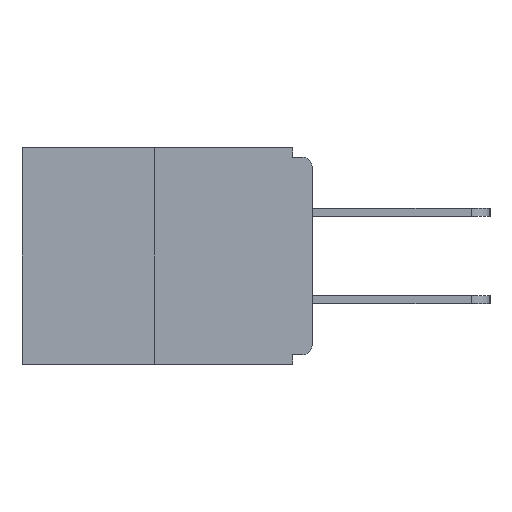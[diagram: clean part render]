
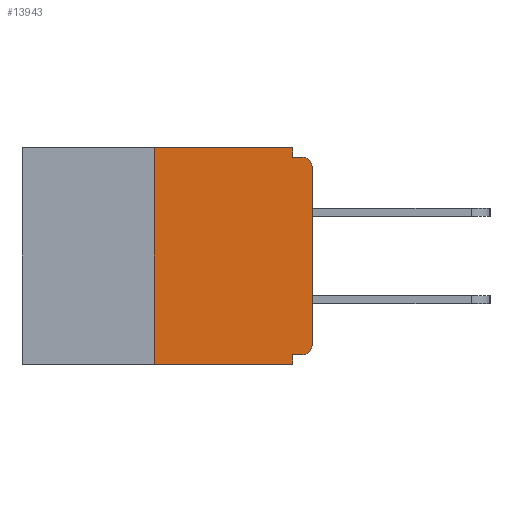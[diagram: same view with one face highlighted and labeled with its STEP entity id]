
A CAD part, left-side view. The second image highlights one B-rep face of the part: STEP entity #13943.
In plain terms, the highlighted planar face has unit normal (-1, 0, 0).
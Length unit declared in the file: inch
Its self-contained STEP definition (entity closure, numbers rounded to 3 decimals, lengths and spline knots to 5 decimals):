
#6 = DIRECTION ( 'NONE',  ( 0., -1., 0. ) ) ;
#52 = EDGE_CURVE ( 'NONE', #21881, #18516, #17087, .T. ) ;
#426 = LINE ( 'NONE', #22765, #18148 ) ;
#619 = PLANE ( 'NONE',  #10249 ) ;
#1358 = CARTESIAN_POINT ( 'NONE',  ( 0., 0.015, -0.313 ) ) ;
#1801 = ORIENTED_EDGE ( 'NONE', *, *, #20593, .F. ) ;
#1827 = VECTOR ( 'NONE', #6, 39.37008 ) ;
#2000 = VERTEX_POINT ( 'NONE', #20204 ) ;
#2099 = LINE ( 'NONE', #22627, #10201 ) ;
#2763 = VECTOR ( 'NONE', #23833, 39.37008 ) ;
#3389 = LINE ( 'NONE', #15808, #2763 ) ;
#3446 = DIRECTION ( 'NONE',  ( -1., 0., 0. ) ) ;
#3550 = VERTEX_POINT ( 'NONE', #3802 ) ;
#3802 = CARTESIAN_POINT ( 'NONE',  ( 0., 0.031, 0. ) ) ;
#4265 = EDGE_CURVE ( 'NONE', #25327, #9143, #426, .T. ) ;
#4619 = VERTEX_POINT ( 'NONE', #17535 ) ;
#5120 = DIRECTION ( 'NONE',  ( 1., 0., 0. ) ) ;
#5355 = AXIS2_PLACEMENT_3D ( 'NONE', #1358, #3446, #19529 ) ;
#5649 = CARTESIAN_POINT ( 'NONE',  ( 0., 0., -0.313 ) ) ;
#5850 = ORIENTED_EDGE ( 'NONE', *, *, #20773, .F. ) ;
#6260 = ORIENTED_EDGE ( 'NONE', *, *, #22647, .T. ) ;
#6429 = CARTESIAN_POINT ( 'NONE',  ( 0., 0., -0.328 ) ) ;
#6430 = VECTOR ( 'NONE', #9234, 39.37008 ) ;
#7672 = CARTESIAN_POINT ( 'NONE',  ( 0., 0.031, -0.343 ) ) ;
#8158 = LINE ( 'NONE', #10717, #26571 ) ;
#8264 = VERTEX_POINT ( 'NONE', #10952 ) ;
#8804 = DIRECTION ( 'NONE',  ( 0., 0., -1. ) ) ;
#8983 = CARTESIAN_POINT ( 'NONE',  ( 0., 0.46, 0. ) ) ;
#9018 = VECTOR ( 'NONE', #20679, 39.37008 ) ;
#9143 = VERTEX_POINT ( 'NONE', #7672 ) ;
#9234 = DIRECTION ( 'NONE',  ( 0., 0., 1. ) ) ;
#10201 = VECTOR ( 'NONE', #24341, 39.37008 ) ;
#10249 = AXIS2_PLACEMENT_3D ( 'NONE', #8983, #5120, #21591 ) ;
#10717 = CARTESIAN_POINT ( 'NONE',  ( 0., 0., -0.015 ) ) ;
#10952 = CARTESIAN_POINT ( 'NONE',  ( 0., 0.031, -0.015 ) ) ;
#11149 = VERTEX_POINT ( 'NONE', #23064 ) ;
#11827 = LINE ( 'NONE', #18553, #1827 ) ;
#11893 = ORIENTED_EDGE ( 'NONE', *, *, #22120, .F. ) ;
#11948 = VERTEX_POINT ( 'NONE', #16911 ) ;
#12395 = EDGE_CURVE ( 'NONE', #2000, #9143, #2099, .T. ) ;
#12620 = EDGE_LOOP ( 'NONE', ( #1801, #5850, #17116, #19281, #25313, #6260, #19093, #25731, #11893, #16864 ) ) ;
#13632 = CARTESIAN_POINT ( 'NONE',  ( 0., 0.015, -0.03 ) ) ;
#13943 = ADVANCED_FACE ( 'NONE', ( #17904 ), #619, .F. ) ;
#14179 = EDGE_CURVE ( 'NONE', #18516, #11149, #19836, .T. ) ;
#14518 = DIRECTION ( 'NONE',  ( -1., 0., 0. ) ) ;
#15248 = CIRCLE ( 'NONE', #5355, 0.015 ) ;
#15393 = CARTESIAN_POINT ( 'NONE',  ( 0., 0., 0. ) ) ;
#15808 = CARTESIAN_POINT ( 'NONE',  ( 0., 0.25, 0. ) ) ;
#15948 = VECTOR ( 'NONE', #22533, 39.37008 ) ;
#16864 = ORIENTED_EDGE ( 'NONE', *, *, #21304, .F. ) ;
#16911 = CARTESIAN_POINT ( 'NONE',  ( 0., 0.015, -0.328 ) ) ;
#16929 = DIRECTION ( 'NONE',  ( 0., -1., 0. ) ) ;
#17087 = LINE ( 'NONE', #15393, #6430 ) ;
#17116 = ORIENTED_EDGE ( 'NONE', *, *, #4265, .T. ) ;
#17400 = LINE ( 'NONE', #6429, #9018 ) ;
#17535 = CARTESIAN_POINT ( 'NONE',  ( 0., 0.25, 0. ) ) ;
#17904 = FACE_OUTER_BOUND ( 'NONE', #12620, .T. ) ;
#18047 = CARTESIAN_POINT ( 'NONE',  ( 0., 0., -0.03 ) ) ;
#18148 = VECTOR ( 'NONE', #20417, 39.37008 ) ;
#18516 = VERTEX_POINT ( 'NONE', #18047 ) ;
#18524 = AXIS2_PLACEMENT_3D ( 'NONE', #13632, #14518, #8804 ) ;
#18553 = CARTESIAN_POINT ( 'NONE',  ( 0., 0.46, 0. ) ) ;
#19093 = ORIENTED_EDGE ( 'NONE', *, *, #52, .T. ) ;
#19281 = ORIENTED_EDGE ( 'NONE', *, *, #12395, .F. ) ;
#19529 = DIRECTION ( 'NONE',  ( 0., 0., -1. ) ) ;
#19836 = CIRCLE ( 'NONE', #18524, 0.015 ) ;
#20204 = CARTESIAN_POINT ( 'NONE',  ( 0., 0.031, -0.328 ) ) ;
#20417 = DIRECTION ( 'NONE',  ( 0., -1., 0. ) ) ;
#20452 = CARTESIAN_POINT ( 'NONE',  ( 0., 0.031, 0. ) ) ;
#20593 = EDGE_CURVE ( 'NONE', #4619, #3550, #11827, .T. ) ;
#20679 = DIRECTION ( 'NONE',  ( 0., 1., 0. ) ) ;
#20773 = EDGE_CURVE ( 'NONE', #25327, #4619, #3389, .T. ) ;
#20814 = LINE ( 'NONE', #20452, #15948 ) ;
#21304 = EDGE_CURVE ( 'NONE', #3550, #8264, #20814, .T. ) ;
#21323 = CARTESIAN_POINT ( 'NONE',  ( 0., 0.25, -0.343 ) ) ;
#21591 = DIRECTION ( 'NONE',  ( 0., 0., -1. ) ) ;
#21881 = VERTEX_POINT ( 'NONE', #5649 ) ;
#22120 = EDGE_CURVE ( 'NONE', #8264, #11149, #8158, .T. ) ;
#22533 = DIRECTION ( 'NONE',  ( 0., 0., -1. ) ) ;
#22627 = CARTESIAN_POINT ( 'NONE',  ( 0., 0.031, -0.343 ) ) ;
#22647 = EDGE_CURVE ( 'NONE', #11948, #21881, #15248, .T. ) ;
#22765 = CARTESIAN_POINT ( 'NONE',  ( 0., 0.46, -0.343 ) ) ;
#23064 = CARTESIAN_POINT ( 'NONE',  ( 0., 0.015, -0.015 ) ) ;
#23833 = DIRECTION ( 'NONE',  ( 0., 0., 1. ) ) ;
#24341 = DIRECTION ( 'NONE',  ( 0., 0., -1. ) ) ;
#25313 = ORIENTED_EDGE ( 'NONE', *, *, #26000, .F. ) ;
#25327 = VERTEX_POINT ( 'NONE', #21323 ) ;
#25731 = ORIENTED_EDGE ( 'NONE', *, *, #14179, .T. ) ;
#26000 = EDGE_CURVE ( 'NONE', #11948, #2000, #17400, .T. ) ;
#26571 = VECTOR ( 'NONE', #16929, 39.37008 ) ;
